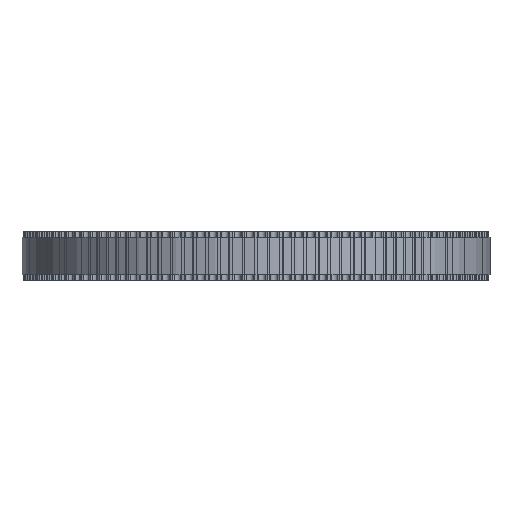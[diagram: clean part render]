
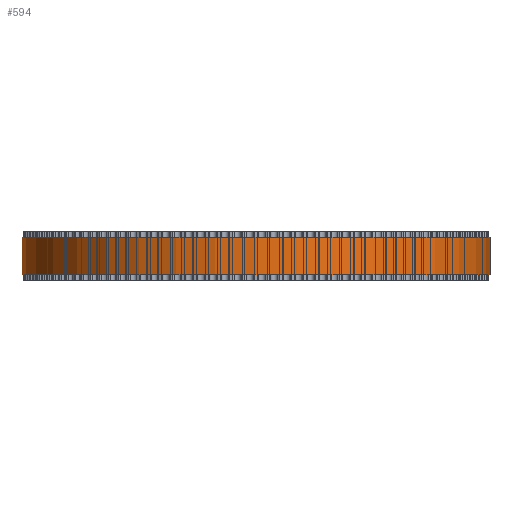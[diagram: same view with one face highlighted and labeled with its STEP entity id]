
A CAD part, front view. The second image highlights one B-rep face of the part: STEP entity #594.
In plain terms, the highlighted cylindrical face has radius 37.561 mm (diameter 75.121 mm), a full revolution.
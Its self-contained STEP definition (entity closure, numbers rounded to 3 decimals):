
#97=FACE_BOUND('',#2016,.T.);
#98=FACE_BOUND('',#2017,.T.);
#594=ADVANCED_FACE('',(#97,#98),#1067,.T.);
#1067=CYLINDRICAL_SURFACE('',#10527,37.561);
#2016=EDGE_LOOP('',(#5794));
#2017=EDGE_LOOP('',(#5795));
#5794=ORIENTED_EDGE('',*,*,#8158,.T.);
#5795=ORIENTED_EDGE('',*,*,#8159,.T.);
#6740=VERTEX_POINT('',#16680);
#6741=VERTEX_POINT('',#16682);
#8158=EDGE_CURVE('',#6740,#6740,#9104,.T.);
#8159=EDGE_CURVE('',#6741,#6741,#9105,.T.);
#9104=CIRCLE('',#10525,37.561);
#9105=CIRCLE('',#10526,37.561);
#10525=AXIS2_PLACEMENT_3D('',#16679,#13838,#13839);
#10526=AXIS2_PLACEMENT_3D('',#16681,#13840,#13841);
#10527=AXIS2_PLACEMENT_3D('',#16683,#13842,#13843);
#13838=DIRECTION('',(0.,0.,1.));
#13839=DIRECTION('',(1.,0.,0.));
#13840=DIRECTION('',(0.,0.,-1.));
#13841=DIRECTION('',(1.,0.,0.));
#13842=DIRECTION('',(0.,0.,1.));
#13843=DIRECTION('',(1.,0.,0.));
#16679=CARTESIAN_POINT('',(0.,0.,1.));
#16680=CARTESIAN_POINT('',(37.561,0.,1.));
#16681=CARTESIAN_POINT('',(0.,0.,7.));
#16682=CARTESIAN_POINT('',(37.561,0.,7.));
#16683=CARTESIAN_POINT('',(0.,0.,1.));
